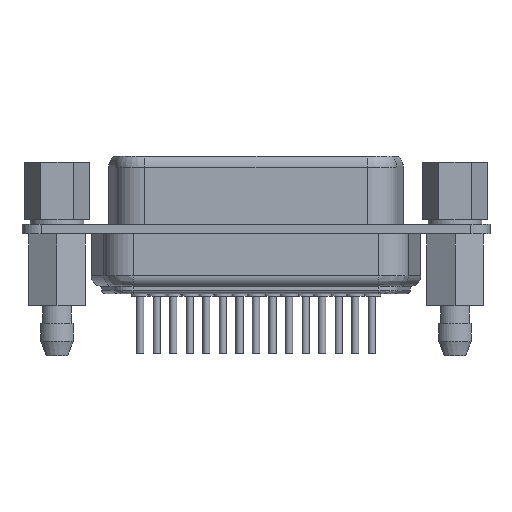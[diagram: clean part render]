
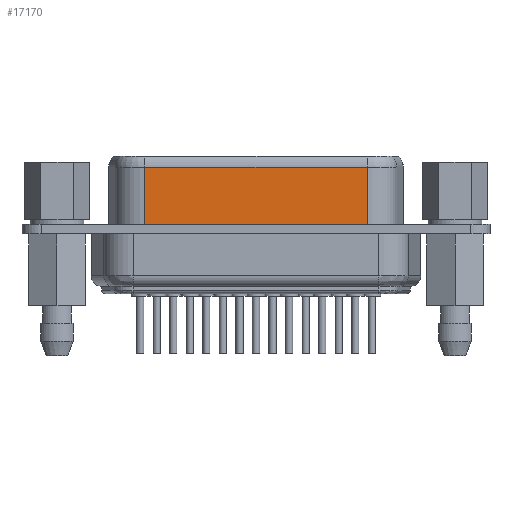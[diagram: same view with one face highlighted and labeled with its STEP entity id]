
A CAD part, front view. The second image highlights one B-rep face of the part: STEP entity #17170.
In plain terms, the highlighted planar face has unit normal (0, -1, 0).
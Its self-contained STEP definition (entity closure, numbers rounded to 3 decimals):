
#1398 = VECTOR ( 'NONE', #10914, 1000. ) ;
#2055 = VERTEX_POINT ( 'NONE', #16640 ) ;
#2584 = CARTESIAN_POINT ( 'NONE',  ( -9.319, -3.95, -5.7 ) ) ;
#2793 = ORIENTED_EDGE ( 'NONE', *, *, #19932, .T. ) ;
#3839 = FACE_OUTER_BOUND ( 'NONE', #23390, .T. ) ;
#3846 = EDGE_CURVE ( 'NONE', #2055, #14716, #16761, .T. ) ;
#4275 = ORIENTED_EDGE ( 'NONE', *, *, #3846, .F. ) ;
#4753 = LINE ( 'NONE', #15323, #18517 ) ;
#5114 = CARTESIAN_POINT ( 'NONE',  ( 0., -3.95, -5.7 ) ) ;
#7092 = ORIENTED_EDGE ( 'NONE', *, *, #20843, .T. ) ;
#7124 = VERTEX_POINT ( 'NONE', #14625 ) ;
#8011 = EDGE_CURVE ( 'NONE', #7124, #14687, #11236, .T. ) ;
#9142 = DIRECTION ( 'NONE',  ( 1., 0., 0. ) ) ;
#10454 = DIRECTION ( 'NONE',  ( 0., -1., 0. ) ) ;
#10914 = DIRECTION ( 'NONE',  ( 0., 0., -1. ) ) ;
#11236 = LINE ( 'NONE', #17234, #14327 ) ;
#11438 = LINE ( 'NONE', #5114, #15086 ) ;
#11790 = CARTESIAN_POINT ( 'NONE',  ( 9.319, -3.95, -5.7 ) ) ;
#12810 = AXIS2_PLACEMENT_3D ( 'NONE', #20805, #10454, #17402 ) ;
#14327 = VECTOR ( 'NONE', #15215, 1000. ) ;
#14625 = CARTESIAN_POINT ( 'NONE',  ( -9.319, -3.95, -0.925 ) ) ;
#14687 = VERTEX_POINT ( 'NONE', #2584 ) ;
#14716 = VERTEX_POINT ( 'NONE', #11790 ) ;
#15086 = VECTOR ( 'NONE', #9142, 1000. ) ;
#15215 = DIRECTION ( 'NONE',  ( 0., 0., -1. ) ) ;
#15323 = CARTESIAN_POINT ( 'NONE',  ( -9.319, -3.95, -0.925 ) ) ;
#16578 = PLANE ( 'NONE',  #12810 ) ;
#16640 = CARTESIAN_POINT ( 'NONE',  ( 9.319, -3.95, -0.925 ) ) ;
#16761 = LINE ( 'NONE', #18964, #1398 ) ;
#17170 = ADVANCED_FACE ( 'NONE', ( #3839 ), #16578, .T. ) ;
#17234 = CARTESIAN_POINT ( 'NONE',  ( -9.319, -3.95, 0. ) ) ;
#17402 = DIRECTION ( 'NONE',  ( 0., 0., -1. ) ) ;
#18517 = VECTOR ( 'NONE', #19676, 1000. ) ;
#18964 = CARTESIAN_POINT ( 'NONE',  ( 9.319, -3.95, 0. ) ) ;
#19676 = DIRECTION ( 'NONE',  ( -1., 0., 0. ) ) ;
#19932 = EDGE_CURVE ( 'NONE', #2055, #7124, #4753, .T. ) ;
#20805 = CARTESIAN_POINT ( 'NONE',  ( -9.319, -3.95, 0. ) ) ;
#20843 = EDGE_CURVE ( 'NONE', #14687, #14716, #11438, .T. ) ;
#21875 = ORIENTED_EDGE ( 'NONE', *, *, #8011, .T. ) ;
#23390 = EDGE_LOOP ( 'NONE', ( #4275, #2793, #21875, #7092 ) ) ;
